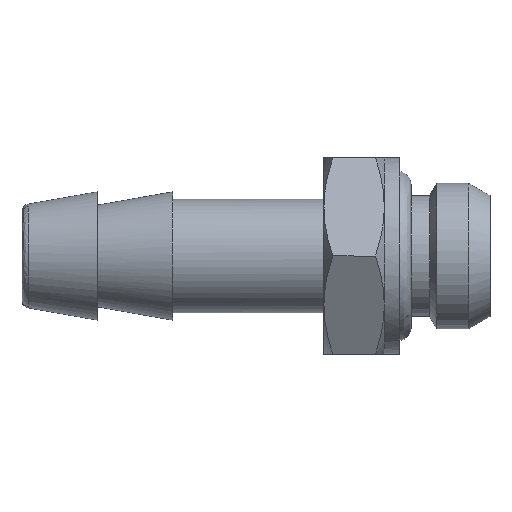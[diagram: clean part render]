
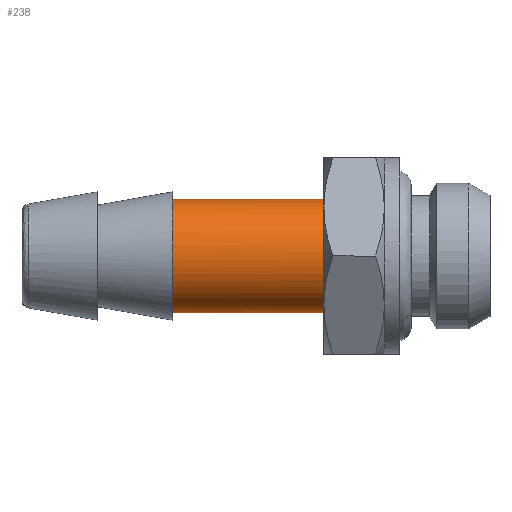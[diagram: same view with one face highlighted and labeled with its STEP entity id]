
A CAD part, left-side view. The second image highlights one B-rep face of the part: STEP entity #238.
In plain terms, the highlighted free-form (B-spline) face has degree [1, 3] with [2, 4] control points.
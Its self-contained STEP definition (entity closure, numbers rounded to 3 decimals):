
#59 = CARTESIAN_POINT ( 'NONE',  ( -3.75, 21., -0.492 ) ) ;
#89 = CARTESIAN_POINT ( 'NONE',  ( -3., 21., -2.303 ) ) ;
#101 = ORIENTED_EDGE ( 'NONE', *, *, #808, .F. ) ;
#236 = EDGE_CURVE ( 'NONE', #1546, #897, #2145, .T. ) ;
#238 = ADVANCED_FACE ( 'NONE', ( #1024 ), #1848, .F. ) ;
#269 = CARTESIAN_POINT ( 'NONE',  ( -3.276, 21., 1.89 ) ) ;
#277 = ORIENTED_EDGE ( 'NONE', *, *, #236, .F. ) ;
#426 = CARTESIAN_POINT ( 'NONE',  ( -2.303, 11., 3. ) ) ;
#438 = CARTESIAN_POINT ( 'NONE',  ( -0.492, 11., -3.75 ) ) ;
#466 = CARTESIAN_POINT ( 'NONE',  ( -0.492, 21., -3.75 ) ) ;
#467 = B_SPLINE_CURVE_WITH_KNOTS ( 'NONE', 1,
 ( #2255, #1195 ),
 .UNSPECIFIED., .F., .F.,
 ( 2, 2 ),
 ( -1., 0. ),
 .UNSPECIFIED. ) ;
#490 = CARTESIAN_POINT ( 'NONE',  ( -3.653, 21., -0.98 ) ) ;
#508 = CARTESIAN_POINT ( 'NONE',  ( 0., 21., -3.75 ) ) ;
#614 = CARTESIAN_POINT ( 'NONE',  ( 0., 11., -3.75 ) ) ;
#621 = CARTESIAN_POINT ( 'NONE',  ( -3., 11., -2.303 ) ) ;
#629 = CARTESIAN_POINT ( 'NONE',  ( -3.276, 11., -1.89 ) ) ;
#654 = CARTESIAN_POINT ( 'NONE',  ( -3., 11., 2.303 ) ) ;
#783 = CARTESIAN_POINT ( 'NONE',  ( 0., 11., -3.75 ) ) ;
#808 = EDGE_CURVE ( 'NONE', #897, #2654, #818, .T. ) ;
#818 = B_SPLINE_CURVE_WITH_KNOTS ( 'NONE', 3,
 ( #1973, #466, #2590, #1729, #2371, #89, #1748, #490, #59, #1529, #1939, #269, #1330, #1553, #1949, #2149, #2381, #2580 ),
 .UNSPECIFIED., .F., .F.,
 ( 4, 2, 2, 2, 2, 2, 2, 2, 4 ),
 ( 0., 0.393, 0.785, 1.178, 1.571, 1.963, 2.356, 2.749, 3.142 ),
 .UNSPECIFIED. ) ;
#840 = CARTESIAN_POINT ( 'NONE',  ( -3.653, 11., -0.98 ) ) ;
#897 = VERTEX_POINT ( 'NONE', #940 ) ;
#905 = CARTESIAN_POINT ( 'NONE',  ( -7.5, 21., 3.75 ) ) ;
#926 = CARTESIAN_POINT ( 'NONE',  ( 0., 21., -3.75 ) ) ;
#940 = CARTESIAN_POINT ( 'NONE',  ( 0., 21., -3.75 ) ) ;
#1024 = FACE_OUTER_BOUND ( 'NONE', #2062, .T. ) ;
#1036 = CARTESIAN_POINT ( 'NONE',  ( -3.75, 11., 0.492 ) ) ;
#1069 = B_SPLINE_CURVE_WITH_KNOTS ( 'NONE', 3,
 ( #2714, #1690, #2310, #1659, #426, #654, #2116, #1485, #1036, #2516, #840, #629, #621, #2075, #2106, #2529, #438, #614 ),
 .UNSPECIFIED., .F., .F.,
 ( 4, 2, 2, 2, 2, 2, 2, 2, 4 ),
 ( 0., 0.393, 0.785, 1.178, 1.571, 1.963, 2.356, 2.749, 3.142 ),
 .UNSPECIFIED. ) ;
#1120 = ORIENTED_EDGE ( 'NONE', *, *, #2302, .F. ) ;
#1195 = CARTESIAN_POINT ( 'NONE',  ( 0., 11., 3.75 ) ) ;
#1330 = CARTESIAN_POINT ( 'NONE',  ( -3., 21., 2.303 ) ) ;
#1333 = CARTESIAN_POINT ( 'NONE',  ( 0., 11., -3.75 ) ) ;
#1485 = CARTESIAN_POINT ( 'NONE',  ( -3.653, 11., 0.98 ) ) ;
#1529 = CARTESIAN_POINT ( 'NONE',  ( -3.75, 21., 0.492 ) ) ;
#1546 = VERTEX_POINT ( 'NONE', #783 ) ;
#1553 = CARTESIAN_POINT ( 'NONE',  ( -2.303, 21., 3. ) ) ;
#1557 = CARTESIAN_POINT ( 'NONE',  ( -7.5, 21., -3.75 ) ) ;
#1659 = CARTESIAN_POINT ( 'NONE',  ( -1.89, 11., 3.276 ) ) ;
#1690 = CARTESIAN_POINT ( 'NONE',  ( -0.492, 11., 3.75 ) ) ;
#1729 = CARTESIAN_POINT ( 'NONE',  ( -1.89, 21., -3.276 ) ) ;
#1748 = CARTESIAN_POINT ( 'NONE',  ( -3.276, 21., -1.89 ) ) ;
#1762 = CARTESIAN_POINT ( 'NONE',  ( 0., 11., -3.75 ) ) ;
#1779 = CARTESIAN_POINT ( 'NONE',  ( -7.5, 11., 3.75 ) ) ;
#1831 = CARTESIAN_POINT ( 'NONE',  ( 0., 11., 3.75 ) ) ;
#1848 =( BOUNDED_SURFACE ( )  B_SPLINE_SURFACE ( 1, 3, ( 
 ( #2171, #905, #1557, #926 ),
 ( #2397, #1779, #2593, #1333 ) ),
 .UNSPECIFIED., .F., .F., .F. ) 
 B_SPLINE_SURFACE_WITH_KNOTS ( ( 2, 2 ),
 ( 4, 4 ),
 ( 0., 1. ),
 ( 0., 1. ),
 .UNSPECIFIED. ) 
 GEOMETRIC_REPRESENTATION_ITEM ( )  RATIONAL_B_SPLINE_SURFACE ( (
 ( 1., 0.333, 0.333, 1.),
 ( 1., 0.333, 0.333, 1.) ) ) 
 REPRESENTATION_ITEM ( '' )  SURFACE ( )  );
#1939 = CARTESIAN_POINT ( 'NONE',  ( -3.653, 21., 0.98 ) ) ;
#1949 = CARTESIAN_POINT ( 'NONE',  ( -1.89, 21., 3.276 ) ) ;
#1973 = CARTESIAN_POINT ( 'NONE',  ( 0., 21., -3.75 ) ) ;
#2062 = EDGE_LOOP ( 'NONE', ( #101, #277, #2623, #1120 ) ) ;
#2075 = CARTESIAN_POINT ( 'NONE',  ( -2.303, 11., -3. ) ) ;
#2106 = CARTESIAN_POINT ( 'NONE',  ( -1.89, 11., -3.276 ) ) ;
#2116 = CARTESIAN_POINT ( 'NONE',  ( -3.276, 11., 1.89 ) ) ;
#2145 = B_SPLINE_CURVE_WITH_KNOTS ( 'NONE', 1,
 ( #1762, #508 ),
 .UNSPECIFIED., .F., .F.,
 ( 2, 2 ),
 ( -1., 0. ),
 .UNSPECIFIED. ) ;
#2149 = CARTESIAN_POINT ( 'NONE',  ( -0.98, 21., 3.653 ) ) ;
#2171 = CARTESIAN_POINT ( 'NONE',  ( 0., 21., 3.75 ) ) ;
#2255 = CARTESIAN_POINT ( 'NONE',  ( 0., 21., 3.75 ) ) ;
#2302 = EDGE_CURVE ( 'NONE', #2654, #2369, #467, .T. ) ;
#2310 = CARTESIAN_POINT ( 'NONE',  ( -0.98, 11., 3.653 ) ) ;
#2369 = VERTEX_POINT ( 'NONE', #1831 ) ;
#2371 = CARTESIAN_POINT ( 'NONE',  ( -2.303, 21., -3. ) ) ;
#2381 = CARTESIAN_POINT ( 'NONE',  ( -0.492, 21., 3.75 ) ) ;
#2397 = CARTESIAN_POINT ( 'NONE',  ( 0., 11., 3.75 ) ) ;
#2516 = CARTESIAN_POINT ( 'NONE',  ( -3.75, 11., -0.492 ) ) ;
#2529 = CARTESIAN_POINT ( 'NONE',  ( -0.98, 11., -3.653 ) ) ;
#2580 = CARTESIAN_POINT ( 'NONE',  ( 0., 21., 3.75 ) ) ;
#2590 = CARTESIAN_POINT ( 'NONE',  ( -0.98, 21., -3.653 ) ) ;
#2593 = CARTESIAN_POINT ( 'NONE',  ( -7.5, 11., -3.75 ) ) ;
#2623 = ORIENTED_EDGE ( 'NONE', *, *, #2646, .F. ) ;
#2646 = EDGE_CURVE ( 'NONE', #2369, #1546, #1069, .T. ) ;
#2654 = VERTEX_POINT ( 'NONE', #2693 ) ;
#2693 = CARTESIAN_POINT ( 'NONE',  ( 0., 21., 3.75 ) ) ;
#2714 = CARTESIAN_POINT ( 'NONE',  ( 0., 11., 3.75 ) ) ;
